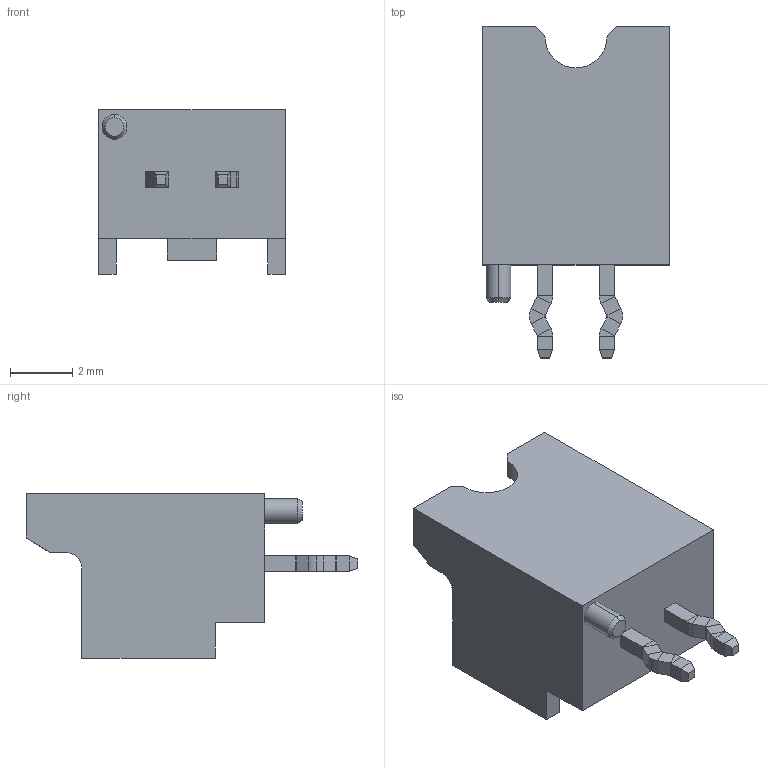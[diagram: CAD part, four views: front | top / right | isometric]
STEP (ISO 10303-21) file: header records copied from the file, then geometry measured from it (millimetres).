
FILE_DESCRIPTION (( 'STEP AP214' ), '1' );
FILE_NAME ('02boss.STEP', '2024-01-05T08:21:56', ( '' ), ( '' ), 'SwSTEP 2.0', 'SolidWorks 2021', '' );
FILE_SCHEMA (( 'AUTOMOTIVE_DESIGN' ));
Length unit declared in the file: millimetre
Products named in the file (3): BxB-PASK(1)2-9_2boss; 02boss; pin_bent
Assembly tree (3 placements, depth 2):
  02boss
    BxB-PASK(1)2-9_2boss
    pin_bent  x2
Bounding box: 6 x 10.7 x 5.3 mm (x, y, z)
Volume: 102.5 mm3; surface area: 304.9 mm2
Topology: 3 solids, 3 shells, 117 faces, 265 edges, 156 vertices
Faces by surface type: plane 93, cylinder 22, cone 2
Entity records: 2381 total; most frequent: DIRECTION 395, CARTESIAN_POINT 394, ORIENTED_EDGE 382, EDGE_CURVE 191, LINE 161, VECTOR 161, AXIS2_PLACEMENT_3D 117, VERTEX_POINT 116
